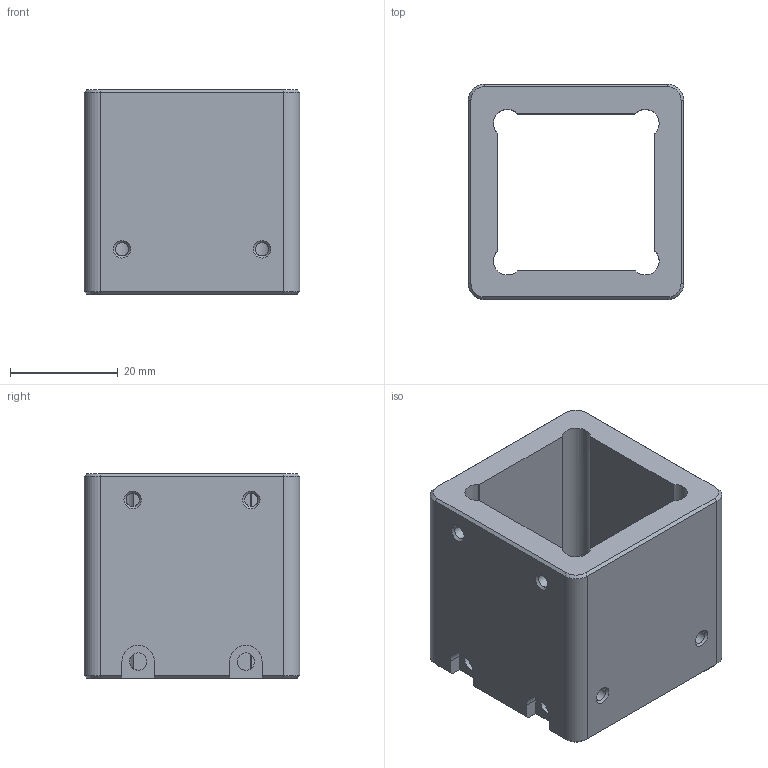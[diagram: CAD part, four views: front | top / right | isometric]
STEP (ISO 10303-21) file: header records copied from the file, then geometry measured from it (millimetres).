
FILE_DESCRIPTION(/* description */ ('CAx-IF Rec.Pracs.---Representation and Presentation of Product Manufacturing Information (PMI)---4.0---2014-10-13','CAx-IF Rec.Pracs.---3D Tessellated Geometry---0.4---2014-09-14','2;1'),/* implementation_level */ '2;1');
FILE_NAME(/* name */ 'Adapter CX-CX',/* time_stamp */ '2024-12-13T13:01:04+01:00',/* author */ (''),/* organization */ ('Baumer'),/* preprocessor_version */ 'ST-DEVELOPER v19.4',/* originating_system */ 'Solid Edge',/* authorisation */ 'Unknown');
FILE_SCHEMA (('AP242_MANAGED_MODEL_BASED_3D_ENGINEERING_MIM_LF { 1 0 10303 442 1 1 4 }'));
Length unit declared in the file: millimetre
Products named in the file (1): Adapter CX-CX
Bounding box: 40 x 40 x 37.95 mm (x, y, z)
Volume: 26908.7 mm3; surface area: 12313.2 mm2
Topology: 1 solids, 1 shells, 100 faces, 294 edges, 190 vertices
Faces by surface type: plane 48, cylinder 30, cone 22
Full cylindrical faces by diameter (mm): 2.459 x14, 3.2 x4
Entity records: 3082 total; most frequent: CARTESIAN_POINT 598, DIRECTION 512, ORIENTED_EDGE 472, EDGE_CURVE 236, AXIS2_PLACEMENT_3D 184, VERTEX_POINT 168, FACE_BOUND 152, EDGE_LOOP 148
